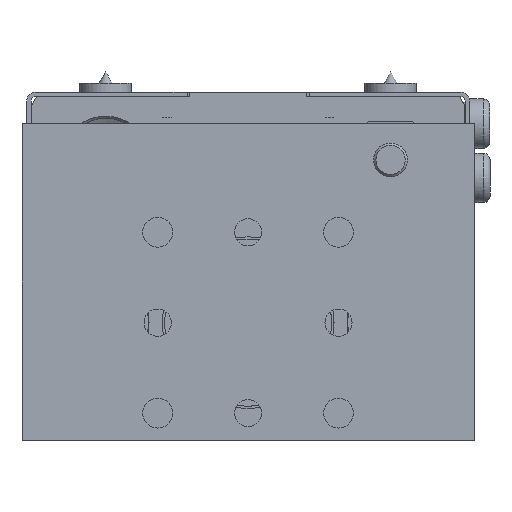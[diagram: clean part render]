
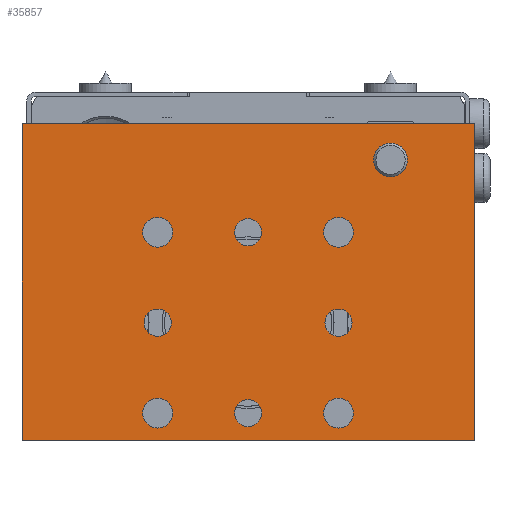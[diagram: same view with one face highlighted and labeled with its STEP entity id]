
A CAD part, left-side view. The second image highlights one B-rep face of the part: STEP entity #35857.
In plain terms, the highlighted face is planar.
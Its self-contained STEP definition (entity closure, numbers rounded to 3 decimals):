
#35349=CARTESIAN_POINT('',(370.,35.229,61.));
#35350=VERTEX_POINT('',#35349);
#35351=CARTESIAN_POINT('',(370.,31.5,61.));
#35352=DIRECTION('',(-1.0,0.0,0.0));
#35353=DIRECTION('',(0.0,-1.0,0.0));
#35354=AXIS2_PLACEMENT_3D('',#35351,#35352,#35353);
#35355=CIRCLE('',#35354,3.73);
#35356=EDGE_CURVE('',#35350,#35350,#35355,.T.);
#35369=CARTESIAN_POINT('',(370.,3.,5.));
#35370=VERTEX_POINT('',#35369);
#35371=CARTESIAN_POINT('',(370.,0.,5.));
#35372=DIRECTION('',(-1.0,0.0,0.0));
#35373=DIRECTION('',(0.0,1.0,0.0));
#35374=AXIS2_PLACEMENT_3D('',#35371,#35372,#35373);
#35375=CIRCLE('',#35374,3.0);
#35376=EDGE_CURVE('',#35370,#35370,#35375,.T.);
#35389=CARTESIAN_POINT('',(370.,3.,45.));
#35390=VERTEX_POINT('',#35389);
#35391=CARTESIAN_POINT('',(370.,0.,45.));
#35392=DIRECTION('',(-1.0,0.0,0.0));
#35393=DIRECTION('',(0.0,1.0,0.0));
#35394=AXIS2_PLACEMENT_3D('',#35391,#35392,#35393);
#35395=CIRCLE('',#35394,3.0);
#35396=EDGE_CURVE('',#35390,#35390,#35395,.T.);
#35409=CARTESIAN_POINT('',(370.,-17.,25.));
#35410=VERTEX_POINT('',#35409);
#35411=CARTESIAN_POINT('',(370.,-20.,25.));
#35412=DIRECTION('',(-1.0,0.0,0.0));
#35413=DIRECTION('',(0.0,1.0,0.0));
#35414=AXIS2_PLACEMENT_3D('',#35411,#35412,#35413);
#35415=CIRCLE('',#35414,3.0);
#35416=EDGE_CURVE('',#35410,#35410,#35415,.T.);
#35429=CARTESIAN_POINT('',(370.,23.,25.));
#35430=VERTEX_POINT('',#35429);
#35431=CARTESIAN_POINT('',(370.,20.,25.));
#35432=DIRECTION('',(-1.0,0.0,0.0));
#35433=DIRECTION('',(0.0,1.0,0.0));
#35434=AXIS2_PLACEMENT_3D('',#35431,#35432,#35433);
#35435=CIRCLE('',#35434,3.0);
#35436=EDGE_CURVE('',#35430,#35430,#35435,.T.);
#35486=CARTESIAN_POINT('',(370.,23.3,45.));
#35487=VERTEX_POINT('',#35486);
#35488=CARTESIAN_POINT('',(370.,20.,45.));
#35489=DIRECTION('',(-1.0,0.0,0.0));
#35490=DIRECTION('',(0.0,-1.0,0.0));
#35491=AXIS2_PLACEMENT_3D('',#35488,#35489,#35490);
#35492=CIRCLE('',#35491,3.3);
#35493=EDGE_CURVE('',#35487,#35487,#35492,.T.);
#35546=CARTESIAN_POINT('',(370.,-16.7,5.));
#35547=VERTEX_POINT('',#35546);
#35548=CARTESIAN_POINT('',(370.,-20.,5.));
#35549=DIRECTION('',(-1.0,0.0,0.0));
#35550=DIRECTION('',(0.0,-1.0,0.0));
#35551=AXIS2_PLACEMENT_3D('',#35548,#35549,#35550);
#35552=CIRCLE('',#35551,3.3);
#35553=EDGE_CURVE('',#35547,#35547,#35552,.T.);
#35606=CARTESIAN_POINT('',(370.,-16.7,45.));
#35607=VERTEX_POINT('',#35606);
#35608=CARTESIAN_POINT('',(370.,-20.,45.));
#35609=DIRECTION('',(-1.0,0.0,0.0));
#35610=DIRECTION('',(0.0,-1.0,0.0));
#35611=AXIS2_PLACEMENT_3D('',#35608,#35609,#35610);
#35612=CIRCLE('',#35611,3.3);
#35613=EDGE_CURVE('',#35607,#35607,#35612,.T.);
#35666=CARTESIAN_POINT('',(370.,23.3,5.));
#35667=VERTEX_POINT('',#35666);
#35668=CARTESIAN_POINT('',(370.,20.,5.));
#35669=DIRECTION('',(-1.0,0.0,0.0));
#35670=DIRECTION('',(0.0,-1.0,0.0));
#35671=AXIS2_PLACEMENT_3D('',#35668,#35669,#35670);
#35672=CIRCLE('',#35671,3.3);
#35673=EDGE_CURVE('',#35667,#35667,#35672,.T.);
#35710=CARTESIAN_POINT('',(370.,-50.,-1.));
#35711=VERTEX_POINT('',#35710);
#35712=CARTESIAN_POINT('',(370.,-50.,69.));
#35713=VERTEX_POINT('',#35712);
#35714=CARTESIAN_POINT('',(370.,-50.,-1.));
#35715=DIRECTION('',(0.0,0.0,1.0));
#35716=VECTOR('',#35715,70.);
#35717=LINE('',#35714,#35716);
#35718=EDGE_CURVE('',#35711,#35713,#35717,.T.);
#35747=CARTESIAN_POINT('',(370.,50.,69.));
#35748=VERTEX_POINT('',#35747);
#35749=CARTESIAN_POINT('',(370.,-50.,69.));
#35750=DIRECTION('',(0.0,1.0,0.0));
#35751=VECTOR('',#35750,100.0);
#35752=LINE('',#35749,#35751);
#35753=EDGE_CURVE('',#35713,#35748,#35752,.T.);
#35771=CARTESIAN_POINT('',(370.,50.,-1.));
#35772=VERTEX_POINT('',#35771);
#35773=CARTESIAN_POINT('',(370.,50.,69.));
#35774=DIRECTION('',(0.0,0.0,-1.0));
#35775=VECTOR('',#35774,70.0);
#35776=LINE('',#35773,#35775);
#35777=EDGE_CURVE('',#35748,#35772,#35776,.T.);
#35801=CARTESIAN_POINT('',(370.,50.,-1.));
#35802=DIRECTION('',(0.0,-1.0,0.0));
#35803=VECTOR('',#35802,100.0);
#35804=LINE('',#35801,#35803);
#35805=EDGE_CURVE('',#35772,#35711,#35804,.T.);
#35819=CARTESIAN_POINT('',(370.,0.,34.));
#35820=DIRECTION('',(1.0,0.0,0.0));
#35821=DIRECTION('',(0.0,1.0,0.0));
#35822=AXIS2_PLACEMENT_3D('',#35819,#35820,#35821);
#35823=PLANE('',#35822);
#35824=ORIENTED_EDGE('',*,*,#35718,.F.);
#35825=ORIENTED_EDGE('',*,*,#35805,.F.);
#35826=ORIENTED_EDGE('',*,*,#35777,.F.);
#35827=ORIENTED_EDGE('',*,*,#35753,.F.);
#35828=EDGE_LOOP('',(#35824,#35825,#35826,#35827));
#35829=FACE_OUTER_BOUND('',#35828,.T.);
#35830=ORIENTED_EDGE('',*,*,#35356,.T.);
#35831=EDGE_LOOP('',(#35830));
#35832=FACE_BOUND('',#35831,.T.);
#35833=ORIENTED_EDGE('',*,*,#35376,.T.);
#35834=EDGE_LOOP('',(#35833));
#35835=FACE_BOUND('',#35834,.T.);
#35836=ORIENTED_EDGE('',*,*,#35396,.T.);
#35837=EDGE_LOOP('',(#35836));
#35838=FACE_BOUND('',#35837,.T.);
#35839=ORIENTED_EDGE('',*,*,#35416,.T.);
#35840=EDGE_LOOP('',(#35839));
#35841=FACE_BOUND('',#35840,.T.);
#35842=ORIENTED_EDGE('',*,*,#35436,.T.);
#35843=EDGE_LOOP('',(#35842));
#35844=FACE_BOUND('',#35843,.T.);
#35845=ORIENTED_EDGE('',*,*,#35493,.T.);
#35846=EDGE_LOOP('',(#35845));
#35847=FACE_BOUND('',#35846,.T.);
#35848=ORIENTED_EDGE('',*,*,#35553,.T.);
#35849=EDGE_LOOP('',(#35848));
#35850=FACE_BOUND('',#35849,.T.);
#35851=ORIENTED_EDGE('',*,*,#35613,.T.);
#35852=EDGE_LOOP('',(#35851));
#35853=FACE_BOUND('',#35852,.T.);
#35854=ORIENTED_EDGE('',*,*,#35673,.T.);
#35855=EDGE_LOOP('',(#35854));
#35856=FACE_BOUND('',#35855,.T.);
#35857=ADVANCED_FACE('',(#35829,#35832,#35835,#35838,#35841,#35844,#35847,#35850,#35853,#35856),#35823,.T.);
